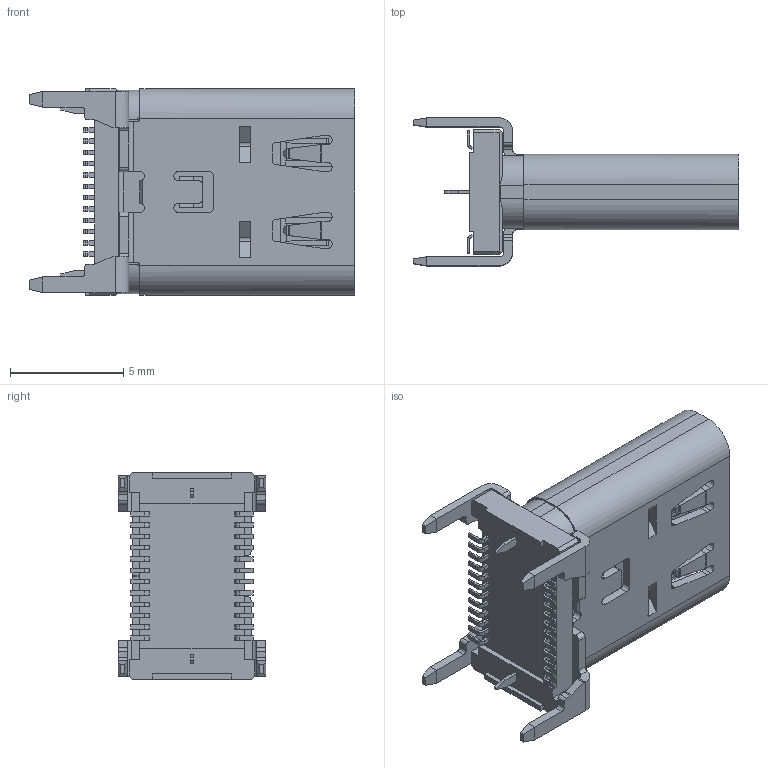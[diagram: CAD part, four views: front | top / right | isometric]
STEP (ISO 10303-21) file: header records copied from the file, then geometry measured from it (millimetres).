
FILE_DESCRIPTION((''),'2;1');
FILE_NAME('PRT0002','2019-07-11T',('michael.qin'),(''),'PRO/ENGINEER BY PARAMETRIC TECHNOLOGY CORPORATION, 2011490','PRO/ENGINEER BY PARAMETRIC TECHNOLOGY CORPORATION, 2011490','');
FILE_SCHEMA(('AUTOMOTIVE_DESIGN { 1 0 10303 214 1 1 1 1 }'));
Length unit declared in the file: millimetre
Products named in the file (1): PRT0002
Bounding box: 14.4 x 6.54 x 9.15 mm (x, y, z)
Volume: 280.1 mm3; surface area: 878.6 mm2
Topology: 1 solids, 1 shells, 936 faces, 2687 edges, 1776 vertices
Faces by surface type: plane 669, cylinder 239, cone 12, torus 8, bspline 8
Entity records: 37650 total; most frequent: CARTESIAN_POINT 5964, ORIENTED_EDGE 5374, DIRECTION 5021, EDGE_CURVE 2687, VECTOR 2029, LINE 2029, VERTEX_POINT 1776, AXIS2_PLACEMENT_3D 1496
